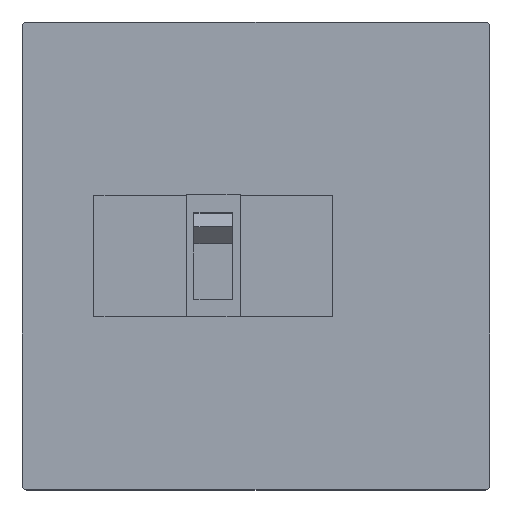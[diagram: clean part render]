
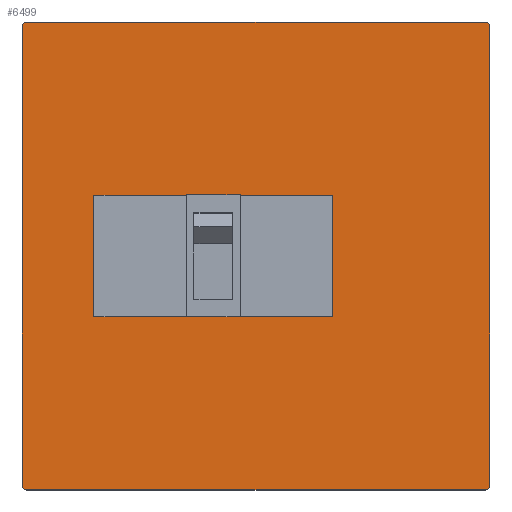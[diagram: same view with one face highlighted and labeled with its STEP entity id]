
A CAD part, top view. The second image highlights one B-rep face of the part: STEP entity #6499.
In plain terms, the highlighted planar face has unit normal (0, 0, 1).
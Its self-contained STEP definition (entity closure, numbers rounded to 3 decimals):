
#36 = DIRECTION ( 'NONE',  ( 1., 0., 0. ) ) ;
#274 = ORIENTED_EDGE ( 'NONE', *, *, #2901, .T. ) ;
#316 = AXIS2_PLACEMENT_3D ( 'NONE', #3130, #15464, #4878 ) ;
#633 = CARTESIAN_POINT ( 'NONE',  ( -49., -25., 68. ) ) ;
#935 = CARTESIAN_POINT ( 'NONE',  ( -78.5, 96., 68. ) ) ;
#1435 = DIRECTION ( 'NONE',  ( 0., 0., 1. ) ) ;
#1569 = CARTESIAN_POINT ( 'NONE',  ( -76.5, 96., 68. ) ) ;
#1585 = ORIENTED_EDGE ( 'NONE', *, *, #10354, .T. ) ;
#1708 = ORIENTED_EDGE ( 'NONE', *, *, #8194, .F. ) ;
#2290 = LINE ( 'NONE', #935, #6450 ) ;
#2428 = EDGE_CURVE ( 'NONE', #8874, #10990, #2290, .T. ) ;
#2557 = VERTEX_POINT ( 'NONE', #22532 ) ;
#2901 = EDGE_CURVE ( 'NONE', #6715, #3283, #17704, .T. ) ;
#2917 = VECTOR ( 'NONE', #16961, 1000. ) ;
#2919 = DIRECTION ( 'NONE',  ( 0., -1., 0. ) ) ;
#3038 = EDGE_CURVE ( 'NONE', #10990, #15723, #21029, .T. ) ;
#3130 = CARTESIAN_POINT ( 'NONE',  ( 111.5, 94., 68. ) ) ;
#3204 = EDGE_CURVE ( 'NONE', #2557, #14755, #11077, .T. ) ;
#3283 = VERTEX_POINT ( 'NONE', #16114 ) ;
#3407 = CARTESIAN_POINT ( 'NONE',  ( 49., -25., 68. ) ) ;
#3490 = EDGE_CURVE ( 'NONE', #12071, #10747, #4196, .T. ) ;
#4196 = LINE ( 'NONE', #5994, #4426 ) ;
#4232 = DIRECTION ( 'NONE',  ( 0., 1., 0. ) ) ;
#4323 = VECTOR ( 'NONE', #19741, 1000. ) ;
#4426 = VECTOR ( 'NONE', #4232, 1000. ) ;
#4618 = CARTESIAN_POINT ( 'NONE',  ( 113.5, 96., 68. ) ) ;
#4878 = DIRECTION ( 'NONE',  ( 1., 0., 0. ) ) ;
#4974 = AXIS2_PLACEMENT_3D ( 'NONE', #21755, #7697, #20050 ) ;
#5155 = CIRCLE ( 'NONE', #316, 2. ) ;
#5900 = CARTESIAN_POINT ( 'NONE',  ( 49., 25., 68. ) ) ;
#5994 = CARTESIAN_POINT ( 'NONE',  ( 49., 25., 68. ) ) ;
#6087 = EDGE_LOOP ( 'NONE', ( #17172, #1708, #7701, #11105 ) ) ;
#6450 = VECTOR ( 'NONE', #15082, 1000. ) ;
#6455 = EDGE_CURVE ( 'NONE', #10747, #10662, #22582, .T. ) ;
#6499 = ADVANCED_FACE ( 'NONE', ( #9841, #10397 ), #18258, .T. ) ;
#6649 = CARTESIAN_POINT ( 'NONE',  ( -78.5, 94., 68. ) ) ;
#6715 = VERTEX_POINT ( 'NONE', #15552 ) ;
#7064 = EDGE_CURVE ( 'NONE', #3283, #2557, #7908, .T. ) ;
#7202 = EDGE_CURVE ( 'NONE', #19645, #12071, #12300, .T. ) ;
#7388 = CARTESIAN_POINT ( 'NONE',  ( -78.5, -96., 68. ) ) ;
#7403 = CARTESIAN_POINT ( 'NONE',  ( 111.5, 96., 68. ) ) ;
#7697 = DIRECTION ( 'NONE',  ( 0., 0., 1. ) ) ;
#7701 = ORIENTED_EDGE ( 'NONE', *, *, #6455, .F. ) ;
#7886 = AXIS2_PLACEMENT_3D ( 'NONE', #21208, #10645, #36 ) ;
#7908 = LINE ( 'NONE', #7388, #4323 ) ;
#8037 = CARTESIAN_POINT ( 'NONE',  ( -76.5, -94., 68. ) ) ;
#8194 = EDGE_CURVE ( 'NONE', #10662, #19645, #12790, .T. ) ;
#8224 = CARTESIAN_POINT ( 'NONE',  ( 113.5, 94., 68. ) ) ;
#8268 = ORIENTED_EDGE ( 'NONE', *, *, #7064, .T. ) ;
#8405 = ORIENTED_EDGE ( 'NONE', *, *, #3204, .T. ) ;
#8463 = VECTOR ( 'NONE', #18039, 1000. ) ;
#8634 = VECTOR ( 'NONE', #13072, 1000. ) ;
#8787 = CARTESIAN_POINT ( 'NONE',  ( 113.5, -94., 68. ) ) ;
#8872 = ORIENTED_EDGE ( 'NONE', *, *, #21687, .T. ) ;
#8874 = VERTEX_POINT ( 'NONE', #7403 ) ;
#9741 = EDGE_CURVE ( 'NONE', #14755, #17636, #22335, .T. ) ;
#9812 = DIRECTION ( 'NONE',  ( 1., 0., 0. ) ) ;
#9841 = FACE_OUTER_BOUND ( 'NONE', #15002, .T. ) ;
#9939 = CARTESIAN_POINT ( 'NONE',  ( -49., -25., 68. ) ) ;
#10235 = ORIENTED_EDGE ( 'NONE', *, *, #9741, .T. ) ;
#10354 = EDGE_CURVE ( 'NONE', #17636, #8874, #5155, .T. ) ;
#10397 = FACE_BOUND ( 'NONE', #6087, .T. ) ;
#10645 = DIRECTION ( 'NONE',  ( 0., 0., 1. ) ) ;
#10662 = VERTEX_POINT ( 'NONE', #12780 ) ;
#10747 = VERTEX_POINT ( 'NONE', #5900 ) ;
#10990 = VERTEX_POINT ( 'NONE', #1569 ) ;
#11077 = CIRCLE ( 'NONE', #7886, 2. ) ;
#11105 = ORIENTED_EDGE ( 'NONE', *, *, #3490, .F. ) ;
#11132 = AXIS2_PLACEMENT_3D ( 'NONE', #8037, #20382, #9812 ) ;
#11733 = DIRECTION ( 'NONE',  ( 0., 1., 0. ) ) ;
#12022 = CARTESIAN_POINT ( 'NONE',  ( -76.5, 94., 68. ) ) ;
#12071 = VERTEX_POINT ( 'NONE', #3407 ) ;
#12300 = LINE ( 'NONE', #9939, #2917 ) ;
#12737 = ORIENTED_EDGE ( 'NONE', *, *, #2428, .T. ) ;
#12780 = CARTESIAN_POINT ( 'NONE',  ( -49., 25., 68. ) ) ;
#12790 = LINE ( 'NONE', #16592, #8634 ) ;
#13072 = DIRECTION ( 'NONE',  ( 0., -1., 0. ) ) ;
#13496 = CARTESIAN_POINT ( 'NONE',  ( -78.5, 96., 68. ) ) ;
#13647 = ORIENTED_EDGE ( 'NONE', *, *, #3038, .T. ) ;
#13778 = DIRECTION ( 'NONE',  ( 1., 0., 0. ) ) ;
#13898 = VECTOR ( 'NONE', #2919, 1000. ) ;
#14755 = VERTEX_POINT ( 'NONE', #8787 ) ;
#15002 = EDGE_LOOP ( 'NONE', ( #8872, #274, #8268, #8405, #10235, #1585, #12737, #13647 ) ) ;
#15082 = DIRECTION ( 'NONE',  ( -1., 0., 0. ) ) ;
#15464 = DIRECTION ( 'NONE',  ( 0., 0., 1. ) ) ;
#15552 = CARTESIAN_POINT ( 'NONE',  ( -78.5, -94., 68. ) ) ;
#15723 = VERTEX_POINT ( 'NONE', #6649 ) ;
#16114 = CARTESIAN_POINT ( 'NONE',  ( -76.5, -96., 68. ) ) ;
#16592 = CARTESIAN_POINT ( 'NONE',  ( -49., 25., 68. ) ) ;
#16961 = DIRECTION ( 'NONE',  ( 1., 0., 0. ) ) ;
#17040 = VECTOR ( 'NONE', #11733, 1000. ) ;
#17172 = ORIENTED_EDGE ( 'NONE', *, *, #7202, .F. ) ;
#17636 = VERTEX_POINT ( 'NONE', #8224 ) ;
#17704 = CIRCLE ( 'NONE', #11132, 2. ) ;
#17773 = AXIS2_PLACEMENT_3D ( 'NONE', #12022, #1435, #13778 ) ;
#18039 = DIRECTION ( 'NONE',  ( -1., 0., 0. ) ) ;
#18258 = PLANE ( 'NONE',  #4974 ) ;
#19146 = LINE ( 'NONE', #13496, #13898 ) ;
#19645 = VERTEX_POINT ( 'NONE', #633 ) ;
#19741 = DIRECTION ( 'NONE',  ( 1., 0., 0. ) ) ;
#19804 = CARTESIAN_POINT ( 'NONE',  ( -49., 25., 68. ) ) ;
#20050 = DIRECTION ( 'NONE',  ( 1., 0., 0. ) ) ;
#20382 = DIRECTION ( 'NONE',  ( 0., 0., 1. ) ) ;
#21029 = CIRCLE ( 'NONE', #17773, 2. ) ;
#21208 = CARTESIAN_POINT ( 'NONE',  ( 111.5, -94., 68. ) ) ;
#21687 = EDGE_CURVE ( 'NONE', #15723, #6715, #19146, .T. ) ;
#21755 = CARTESIAN_POINT ( 'NONE',  ( 0., 0., 68. ) ) ;
#22335 = LINE ( 'NONE', #4618, #17040 ) ;
#22532 = CARTESIAN_POINT ( 'NONE',  ( 111.5, -96., 68. ) ) ;
#22582 = LINE ( 'NONE', #19804, #8463 ) ;
